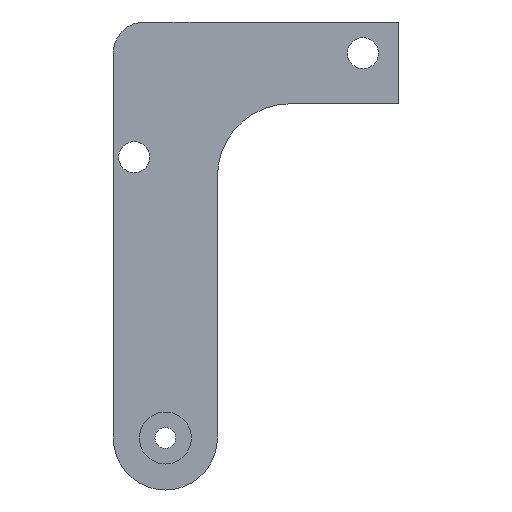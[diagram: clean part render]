
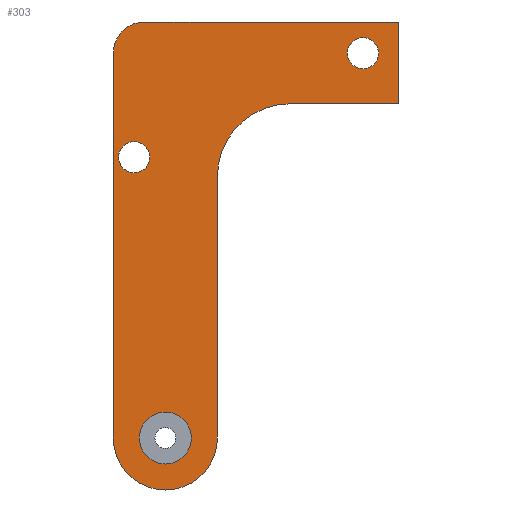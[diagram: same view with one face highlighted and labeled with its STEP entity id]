
A CAD part, front view. The second image highlights one B-rep face of the part: STEP entity #303.
In plain terms, the highlighted planar face has unit normal (0, -1, 0).
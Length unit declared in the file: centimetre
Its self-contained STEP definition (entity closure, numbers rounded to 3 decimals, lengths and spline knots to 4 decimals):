
#24=FACE_BOUND('',#72,.T.);
#25=FACE_BOUND('',#73,.T.);
#26=FACE_BOUND('',#74,.T.);
#34=PLANE('',#335);
#48=FACE_OUTER_BOUND('',#71,.T.);
#71=EDGE_LOOP('',(#252,#253,#254,#255,#256,#257,#258,#259,#260,#261));
#72=EDGE_LOOP('',(#262));
#73=EDGE_LOOP('',(#263));
#74=EDGE_LOOP('',(#264));
#85=LINE('',#447,#107);
#90=LINE('',#456,#112);
#93=LINE('',#462,#115);
#97=LINE('',#486,#119);
#101=LINE('',#505,#123);
#102=LINE('',#507,#124);
#107=VECTOR('',#357,2.5137);
#112=VECTOR('',#364,1.0428);
#115=VECTOR('',#369,0.7838);
#119=VECTOR('',#393,2.0045);
#123=VECTOR('',#415,0.4);
#124=VECTOR('',#416,3.7);
#127=CIRCLE('',#313,0.7);
#135=CIRCLE('',#326,0.15);
#136=CIRCLE('',#329,0.15);
#138=CIRCLE('',#332,0.25);
#139=CIRCLE('',#334,0.3);
#140=CIRCLE('',#336,0.3);
#141=CIRCLE('',#337,0.5);
#143=VERTEX_POINT('',#437);
#144=VERTEX_POINT('',#438);
#147=VERTEX_POINT('',#446);
#150=VERTEX_POINT('',#454);
#152=VERTEX_POINT('',#460);
#161=VERTEX_POINT('',#482);
#162=VERTEX_POINT('',#485);
#163=VERTEX_POINT('',#489);
#165=VERTEX_POINT('',#494);
#166=VERTEX_POINT('',#497);
#167=VERTEX_POINT('',#498);
#168=VERTEX_POINT('',#503);
#169=VERTEX_POINT('',#506);
#171=EDGE_CURVE('',#143,#144,#127,.T.);
#175=EDGE_CURVE('',#147,#144,#85,.T.);
#180=EDGE_CURVE('',#143,#150,#90,.T.);
#183=EDGE_CURVE('',#150,#152,#93,.T.);
#193=EDGE_CURVE('',#161,#161,#135,.T.);
#194=EDGE_CURVE('',#152,#162,#97,.T.);
#196=EDGE_CURVE('',#163,#163,#136,.T.);
#198=EDGE_CURVE('',#165,#165,#138,.T.);
#199=EDGE_CURVE('',#166,#167,#139,.T.);
#202=EDGE_CURVE('',#168,#162,#140,.T.);
#203=EDGE_CURVE('',#168,#167,#101,.T.);
#204=EDGE_CURVE('',#169,#166,#102,.T.);
#205=EDGE_CURVE('',#147,#169,#141,.T.);
#252=ORIENTED_EDGE('',*,*,#180,.T.);
#253=ORIENTED_EDGE('',*,*,#183,.T.);
#254=ORIENTED_EDGE('',*,*,#194,.T.);
#255=ORIENTED_EDGE('',*,*,#202,.F.);
#256=ORIENTED_EDGE('',*,*,#203,.T.);
#257=ORIENTED_EDGE('',*,*,#199,.F.);
#258=ORIENTED_EDGE('',*,*,#204,.F.);
#259=ORIENTED_EDGE('',*,*,#205,.F.);
#260=ORIENTED_EDGE('',*,*,#175,.T.);
#261=ORIENTED_EDGE('',*,*,#171,.F.);
#262=ORIENTED_EDGE('',*,*,#193,.F.);
#263=ORIENTED_EDGE('',*,*,#196,.T.);
#264=ORIENTED_EDGE('',*,*,#198,.T.);
#303=ADVANCED_FACE('',(#48,#24,#25,#26),#34,.F.);
#313=AXIS2_PLACEMENT_3D('',#439,#349,#350);
#326=AXIS2_PLACEMENT_3D('',#483,#389,#390);
#329=AXIS2_PLACEMENT_3D('',#490,#397,#398);
#332=AXIS2_PLACEMENT_3D('',#495,#403,#404);
#334=AXIS2_PLACEMENT_3D('',#499,#407,#408);
#335=AXIS2_PLACEMENT_3D('',#502,#411,#412);
#336=AXIS2_PLACEMENT_3D('',#504,#413,#414);
#337=AXIS2_PLACEMENT_3D('',#508,#417,#418);
#349=DIRECTION('center_axis',(0.,-1.,0.));
#350=DIRECTION('ref_axis',(-0.707,0.,0.707));
#357=DIRECTION('',(0.,0.,1.));
#364=DIRECTION('',(1.,0.,0.));
#369=DIRECTION('',(0.,0.,1.));
#389=DIRECTION('center_axis',(0.,-1.,0.));
#390=DIRECTION('ref_axis',(-1.,0.,0.));
#393=DIRECTION('',(-1.,0.,0.));
#397=DIRECTION('center_axis',(0.,1.,0.));
#398=DIRECTION('ref_axis',(-1.,0.,0.));
#403=DIRECTION('center_axis',(0.,1.,0.));
#404=DIRECTION('ref_axis',(-1.,0.,0.));
#407=DIRECTION('center_axis',(0.,1.,0.));
#408=DIRECTION('ref_axis',(-0.707,0.,0.707));
#411=DIRECTION('center_axis',(0.,1.,0.));
#412=DIRECTION('ref_axis',(1.,0.,0.));
#413=DIRECTION('center_axis',(0.,1.,0.));
#414=DIRECTION('ref_axis',(0.707,0.,0.707));
#415=DIRECTION('',(-1.,0.,0.));
#416=DIRECTION('',(0.,0.,1.));
#417=DIRECTION('center_axis',(0.,1.,0.));
#418=DIRECTION('ref_axis',(1.,0.,0.));
#437=CARTESIAN_POINT('',(1.2,0.,3.2137));
#438=CARTESIAN_POINT('',(0.5,0.,2.5137));
#439=CARTESIAN_POINT('Origin',(1.2,0.,2.5137));
#446=CARTESIAN_POINT('',(0.5,0.,0.));
#447=CARTESIAN_POINT('',(0.5,0.,1.));
#454=CARTESIAN_POINT('',(2.2428,0.,3.2137));
#456=CARTESIAN_POINT('',(0.25,0.,3.2137));
#460=CARTESIAN_POINT('',(2.2428,0.,3.9975));
#462=CARTESIAN_POINT('',(2.2428,0.,2.));
#482=CARTESIAN_POINT('',(2.05,0.,3.7));
#483=CARTESIAN_POINT('Origin',(1.9,0.,3.7));
#485=CARTESIAN_POINT('',(0.2383,0.,3.9975));
#486=CARTESIAN_POINT('',(2.2428,0.,3.9975));
#489=CARTESIAN_POINT('',(-0.15,0.,2.7));
#490=CARTESIAN_POINT('Origin',(-0.3,0.,2.7));
#494=CARTESIAN_POINT('',(0.25,0.,0.));
#495=CARTESIAN_POINT('Origin',(0.,0.,0.));
#497=CARTESIAN_POINT('',(-0.5,0.,3.7));
#498=CARTESIAN_POINT('',(-0.2,0.,4.));
#499=CARTESIAN_POINT('Origin',(-0.2,0.,3.7));
#502=CARTESIAN_POINT('Origin',(0.,0.,0.));
#503=CARTESIAN_POINT('',(0.2,0.,4.));
#504=CARTESIAN_POINT('Origin',(0.2,0.,3.7));
#505=CARTESIAN_POINT('',(0.25,0.,4.));
#506=CARTESIAN_POINT('',(-0.5,0.,0.));
#507=CARTESIAN_POINT('',(-0.5,0.,5.8));
#508=CARTESIAN_POINT('Origin',(0.,0.,0.));
